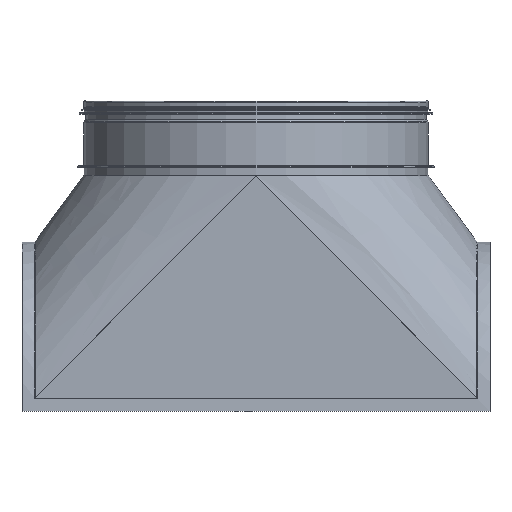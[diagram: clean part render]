
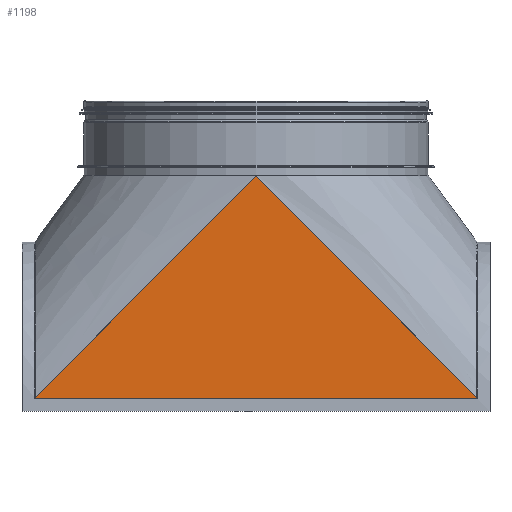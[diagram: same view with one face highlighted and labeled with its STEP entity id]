
A CAD part, front view. The second image highlights one B-rep face of the part: STEP entity #1198.
In plain terms, the highlighted planar face has unit normal (0, -1, -0.002).
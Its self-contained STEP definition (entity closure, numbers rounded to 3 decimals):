
#274=CARTESIAN_POINT('',(-255.5,-199.,18.948));
#275=VERTEX_POINT('',#274);
#504=CARTESIAN_POINT('',(255.5,-199.,18.948));
#505=VERTEX_POINT('',#504);
#790=CARTESIAN_POINT('',(-256.0,-199.,18.948));
#791=VERTEX_POINT('',#790);
#839=CARTESIAN_POINT('',(256.0,-199.,18.948));
#840=VERTEX_POINT('',#839);
#848=CARTESIAN_POINT('',(255.5,-199.,18.948));
#849=DIRECTION('',(1.0,0.0,0.0));
#850=VECTOR('',#849,0.5);
#851=LINE('',#848,#850);
#852=EDGE_CURVE('',#505,#840,#851,.T.);
#854=CARTESIAN_POINT('',(-255.5,-199.,18.948));
#855=DIRECTION('',(1.0,0.0,0.0));
#856=VECTOR('',#855,511.0);
#857=LINE('',#854,#856);
#858=EDGE_CURVE('',#275,#505,#857,.T.);
#860=CARTESIAN_POINT('',(-256.,-199.,18.948));
#861=DIRECTION('',(1.0,0.0,0.0));
#862=VECTOR('',#861,0.5);
#863=LINE('',#860,#862);
#864=EDGE_CURVE('',#791,#275,#863,.T.);
#1174=CARTESIAN_POINT('',(0.,-199.117,94.655));
#1175=DIRECTION('',(0.,1.,0.002));
#1176=DIRECTION('',(0.,-0.002,1.));
#1177=AXIS2_PLACEMENT_3D('',#1174,#1175,#1176);
#1178=PLANE('',#1177);
#1179=ORIENTED_EDGE('',*,*,#864,.T.);
#1180=ORIENTED_EDGE('',*,*,#858,.T.);
#1181=ORIENTED_EDGE('',*,*,#852,.T.);
#1182=CARTESIAN_POINT('',(0.0,-199.4,277.0));
#1183=VERTEX_POINT('',#1182);
#1184=CARTESIAN_POINT('',(0.0,-199.4,277.0));
#1185=DIRECTION('',(0.704,0.001,-0.71));
#1186=VECTOR('',#1185,363.493);
#1187=LINE('',#1184,#1186);
#1188=EDGE_CURVE('',#1183,#840,#1187,.T.);
#1189=ORIENTED_EDGE('',*,*,#1188,.F.);
#1190=CARTESIAN_POINT('',(0.0,-199.4,277.0));
#1191=DIRECTION('',(-0.704,0.001,-0.71));
#1192=VECTOR('',#1191,363.493);
#1193=LINE('',#1190,#1192);
#1194=EDGE_CURVE('',#1183,#791,#1193,.T.);
#1195=ORIENTED_EDGE('',*,*,#1194,.T.);
#1196=EDGE_LOOP('',(#1179,#1180,#1181,#1189,#1195));
#1197=FACE_OUTER_BOUND('',#1196,.T.);
#1198=ADVANCED_FACE('',(#1197),#1178,.F.);
